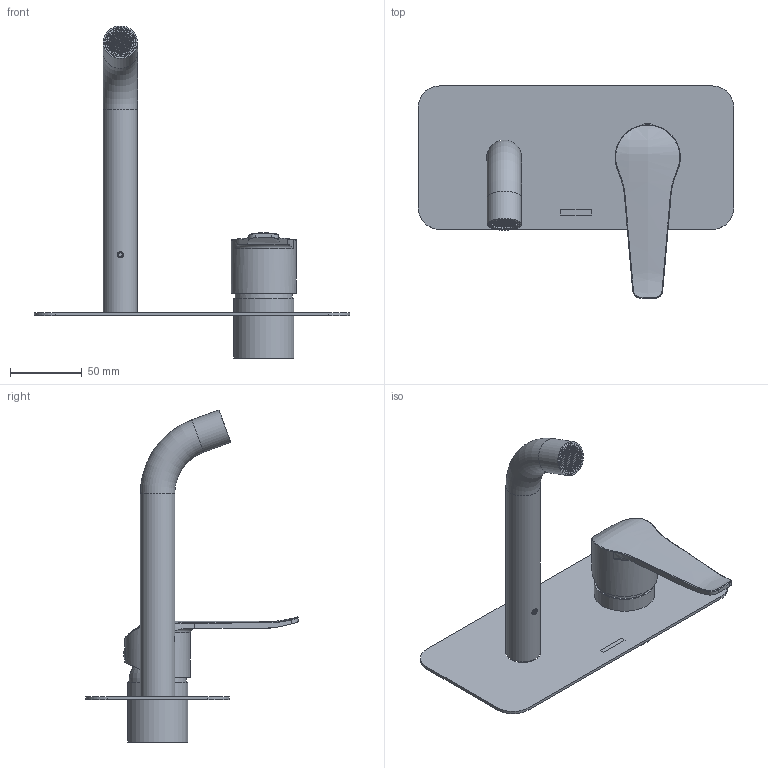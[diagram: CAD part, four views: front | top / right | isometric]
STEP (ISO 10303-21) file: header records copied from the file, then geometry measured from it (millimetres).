
FILE_DESCRIPTION (( 'STEP AP203' ), '1' );
FILE_NAME ('64AP00697.STEP', '2021-03-22T12:28:21', ( '' ), ( '' ), 'SwSTEP 2.0', 'SolidWorks 2018', '' );
FILE_SCHEMA (( 'CONFIG_CONTROL_DESIGN' ));
Length unit declared in the file: millimetre
Products named in the file (1): 64AP00697
Bounding box: 220 x 148 x 231.5 mm (x, y, z)
Volume: 99080.5 mm3; surface area: 107218.1 mm2
Topology: 9 solids, 9 shells, 1188 faces, 3004 edges, 1995 vertices
Faces by surface type: plane 1072, cylinder 75, cone 18, bspline 15, torus 7, sphere 1
Full cylindrical faces by diameter (mm): 4.2 x1, 5 x1, 6.75 x1, 9.5 x1, 10 x1, 16 x1, 16.7 x1, 17.2 x2, 17.5 x1, 18.5 x2, 18.75 x1, 21 x3, 22 x2, 24 x2, 24.6 x1, 31 x1, 35.8 x2, 36.5 x1, 37 x1, 39 x2, 41.5 x1, 42 x1, 42.5 x1, 45.5 x1
Entity records: 37918 total; most frequent: CARTESIAN_POINT 9478, ORIENTED_EDGE 5864, DIRECTION 5399, EDGE_CURVE 2932, LINE 2675, VECTOR 2675, VERTEX_POINT 1978, EDGE_LOOP 1420
